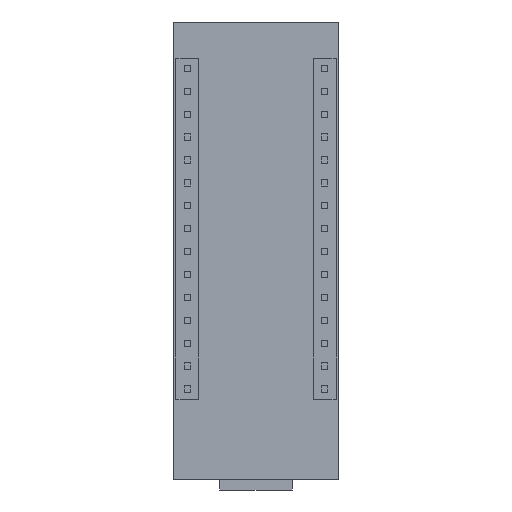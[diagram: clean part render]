
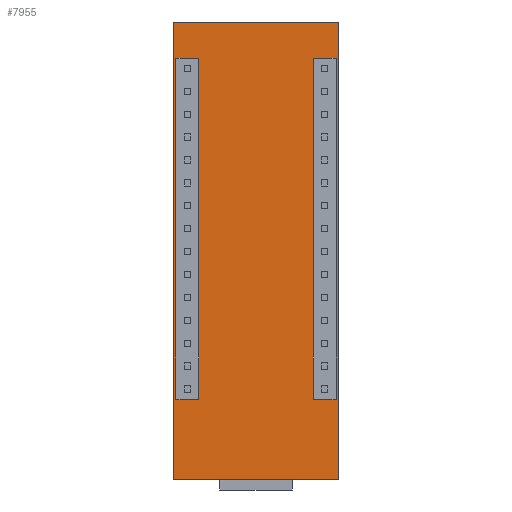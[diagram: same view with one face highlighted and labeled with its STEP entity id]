
A CAD part, front view. The second image highlights one B-rep face of the part: STEP entity #7955.
In plain terms, the highlighted planar face has unit normal (0, -1, 0).
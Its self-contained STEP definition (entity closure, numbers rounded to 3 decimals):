
#7 = EDGE_CURVE ( 'NONE', #6624, #4625, #7784, .T. ) ;
#138 = CARTESIAN_POINT ( 'NONE',  ( -6.35, 0., 21.33 ) ) ;
#232 = EDGE_LOOP ( 'NONE', ( #4807, #6979, #2568, #9371 ) ) ;
#287 = CARTESIAN_POINT ( 'NONE',  ( 6.35, 0., -16.47 ) ) ;
#510 = VECTOR ( 'NONE', #3314, 1000. ) ;
#590 = CARTESIAN_POINT ( 'NONE',  ( -8.89, 0., -16.47 ) ) ;
#662 = CARTESIAN_POINT ( 'NONE',  ( -8.89, 0., -16.47 ) ) ;
#805 = VECTOR ( 'NONE', #997, 1000. ) ;
#891 = EDGE_CURVE ( 'NONE', #4074, #6624, #7267, .T. ) ;
#997 = DIRECTION ( 'NONE',  ( 1., 0., 0. ) ) ;
#1159 = LINE ( 'NONE', #4923, #4122 ) ;
#1199 = DIRECTION ( 'NONE',  ( 0., 0., 1. ) ) ;
#1274 = ORIENTED_EDGE ( 'NONE', *, *, #5736, .T. ) ;
#1667 = VECTOR ( 'NONE', #7162, 1000. ) ;
#1697 = VERTEX_POINT ( 'NONE', #287 ) ;
#1707 = DIRECTION ( 'NONE',  ( 0., 0., -1. ) ) ;
#1759 = CARTESIAN_POINT ( 'NONE',  ( 8.89, 0., 21.33 ) ) ;
#1890 = ORIENTED_EDGE ( 'NONE', *, *, #7687, .T. ) ;
#1919 = CARTESIAN_POINT ( 'NONE',  ( -9.2, 0., -25.35 ) ) ;
#1969 = CARTESIAN_POINT ( 'NONE',  ( 0., 0., 0. ) ) ;
#2027 = DIRECTION ( 'NONE',  ( 0., 0., 1. ) ) ;
#2127 = ORIENTED_EDGE ( 'NONE', *, *, #7506, .T. ) ;
#2206 = EDGE_CURVE ( 'NONE', #4723, #5596, #6245, .T. ) ;
#2375 = ORIENTED_EDGE ( 'NONE', *, *, #7, .T. ) ;
#2423 = EDGE_CURVE ( 'NONE', #7028, #1697, #1159, .T. ) ;
#2449 = VECTOR ( 'NONE', #1707, 1000. ) ;
#2564 = LINE ( 'NONE', #9335, #1667 ) ;
#2568 = ORIENTED_EDGE ( 'NONE', *, *, #2206, .F. ) ;
#2572 = CARTESIAN_POINT ( 'NONE',  ( 9.2, 0., -25.35 ) ) ;
#2738 = ORIENTED_EDGE ( 'NONE', *, *, #8445, .T. ) ;
#3150 = LINE ( 'NONE', #9049, #2449 ) ;
#3162 = EDGE_CURVE ( 'NONE', #4363, #7028, #2564, .T. ) ;
#3220 = DIRECTION ( 'NONE',  ( 0., 0., 1. ) ) ;
#3314 = DIRECTION ( 'NONE',  ( -1., 0., 0. ) ) ;
#3423 = DIRECTION ( 'NONE',  ( 0., 1., 0. ) ) ;
#3492 = VECTOR ( 'NONE', #8573, 1000. ) ;
#3545 = VECTOR ( 'NONE', #3596, 1000. ) ;
#3596 = DIRECTION ( 'NONE',  ( -1., 0., 0. ) ) ;
#3776 = VERTEX_POINT ( 'NONE', #4627 ) ;
#3783 = EDGE_CURVE ( 'NONE', #6955, #4835, #8930, .T. ) ;
#4074 = VERTEX_POINT ( 'NONE', #6403 ) ;
#4122 = VECTOR ( 'NONE', #7102, 1000. ) ;
#4363 = VERTEX_POINT ( 'NONE', #7758 ) ;
#4400 = DIRECTION ( 'NONE',  ( 1., 0., 0. ) ) ;
#4625 = VERTEX_POINT ( 'NONE', #8267 ) ;
#4627 = CARTESIAN_POINT ( 'NONE',  ( 6.35, 0., 21.33 ) ) ;
#4723 = VERTEX_POINT ( 'NONE', #7782 ) ;
#4797 = LINE ( 'NONE', #1759, #805 ) ;
#4807 = ORIENTED_EDGE ( 'NONE', *, *, #3783, .F. ) ;
#4835 = VERTEX_POINT ( 'NONE', #9473 ) ;
#4923 = CARTESIAN_POINT ( 'NONE',  ( 8.89, 0., -16.47 ) ) ;
#5113 = VECTOR ( 'NONE', #6785, 1000. ) ;
#5140 = CARTESIAN_POINT ( 'NONE',  ( 9.2, 0., -25.35 ) ) ;
#5143 = LINE ( 'NONE', #8910, #5113 ) ;
#5223 = CARTESIAN_POINT ( 'NONE',  ( -9.2, 0., 25.35 ) ) ;
#5596 = VERTEX_POINT ( 'NONE', #5140 ) ;
#5736 = EDGE_CURVE ( 'NONE', #9493, #4074, #3150, .T. ) ;
#6010 = VECTOR ( 'NONE', #2027, 1000. ) ;
#6087 = ORIENTED_EDGE ( 'NONE', *, *, #3162, .T. ) ;
#6202 = ORIENTED_EDGE ( 'NONE', *, *, #891, .T. ) ;
#6203 = AXIS2_PLACEMENT_3D ( 'NONE', #1969, #3423, #1199 ) ;
#6216 = CARTESIAN_POINT ( 'NONE',  ( -9.2, 0., -25.35 ) ) ;
#6223 = EDGE_CURVE ( 'NONE', #4835, #4723, #7128, .T. ) ;
#6245 = LINE ( 'NONE', #2572, #3492 ) ;
#6403 = CARTESIAN_POINT ( 'NONE',  ( -6.35, 0., -16.47 ) ) ;
#6577 = FACE_BOUND ( 'NONE', #9534, .T. ) ;
#6604 = CARTESIAN_POINT ( 'NONE',  ( 8.89, 0., -16.47 ) ) ;
#6624 = VERTEX_POINT ( 'NONE', #8707 ) ;
#6678 = FACE_OUTER_BOUND ( 'NONE', #232, .T. ) ;
#6726 = ORIENTED_EDGE ( 'NONE', *, *, #2423, .T. ) ;
#6785 = DIRECTION ( 'NONE',  ( 1., 0., 0. ) ) ;
#6955 = VERTEX_POINT ( 'NONE', #1919 ) ;
#6979 = ORIENTED_EDGE ( 'NONE', *, *, #8289, .F. ) ;
#7028 = VERTEX_POINT ( 'NONE', #6604 ) ;
#7102 = DIRECTION ( 'NONE',  ( -1., 0., 0. ) ) ;
#7128 = LINE ( 'NONE', #5223, #7233 ) ;
#7162 = DIRECTION ( 'NONE',  ( 0., 0., -1. ) ) ;
#7223 = DIRECTION ( 'NONE',  ( 0., 0., 1. ) ) ;
#7233 = VECTOR ( 'NONE', #4400, 1000. ) ;
#7267 = LINE ( 'NONE', #662, #3545 ) ;
#7506 = EDGE_CURVE ( 'NONE', #4625, #9493, #5143, .T. ) ;
#7687 = EDGE_CURVE ( 'NONE', #3776, #4363, #4797, .T. ) ;
#7758 = CARTESIAN_POINT ( 'NONE',  ( 8.89, 0., 21.33 ) ) ;
#7782 = CARTESIAN_POINT ( 'NONE',  ( 9.2, 0., 25.35 ) ) ;
#7784 = LINE ( 'NONE', #590, #6010 ) ;
#7955 = ADVANCED_FACE ( 'NONE', ( #6577, #8131, #6678 ), #9530, .F. ) ;
#8052 = LINE ( 'NONE', #8633, #8219 ) ;
#8131 = FACE_BOUND ( 'NONE', #9322, .T. ) ;
#8219 = VECTOR ( 'NONE', #7223, 1000. ) ;
#8256 = CARTESIAN_POINT ( 'NONE',  ( -9.2, 0., -25.35 ) ) ;
#8267 = CARTESIAN_POINT ( 'NONE',  ( -8.89, 0., 21.33 ) ) ;
#8289 = EDGE_CURVE ( 'NONE', #5596, #6955, #9352, .T. ) ;
#8445 = EDGE_CURVE ( 'NONE', #1697, #3776, #8052, .T. ) ;
#8573 = DIRECTION ( 'NONE',  ( 0., 0., -1. ) ) ;
#8633 = CARTESIAN_POINT ( 'NONE',  ( 6.35, 0., -16.47 ) ) ;
#8707 = CARTESIAN_POINT ( 'NONE',  ( -8.89, 0., -16.47 ) ) ;
#8910 = CARTESIAN_POINT ( 'NONE',  ( -8.89, 0., 21.33 ) ) ;
#8930 = LINE ( 'NONE', #8256, #9524 ) ;
#9049 = CARTESIAN_POINT ( 'NONE',  ( -6.35, 0., -16.47 ) ) ;
#9322 = EDGE_LOOP ( 'NONE', ( #6202, #2375, #2127, #1274 ) ) ;
#9335 = CARTESIAN_POINT ( 'NONE',  ( 8.89, 0., -16.47 ) ) ;
#9352 = LINE ( 'NONE', #6216, #510 ) ;
#9371 = ORIENTED_EDGE ( 'NONE', *, *, #6223, .F. ) ;
#9473 = CARTESIAN_POINT ( 'NONE',  ( -9.2, 0., 25.35 ) ) ;
#9493 = VERTEX_POINT ( 'NONE', #138 ) ;
#9524 = VECTOR ( 'NONE', #3220, 1000. ) ;
#9530 = PLANE ( 'NONE',  #6203 ) ;
#9534 = EDGE_LOOP ( 'NONE', ( #6087, #6726, #2738, #1890 ) ) ;
